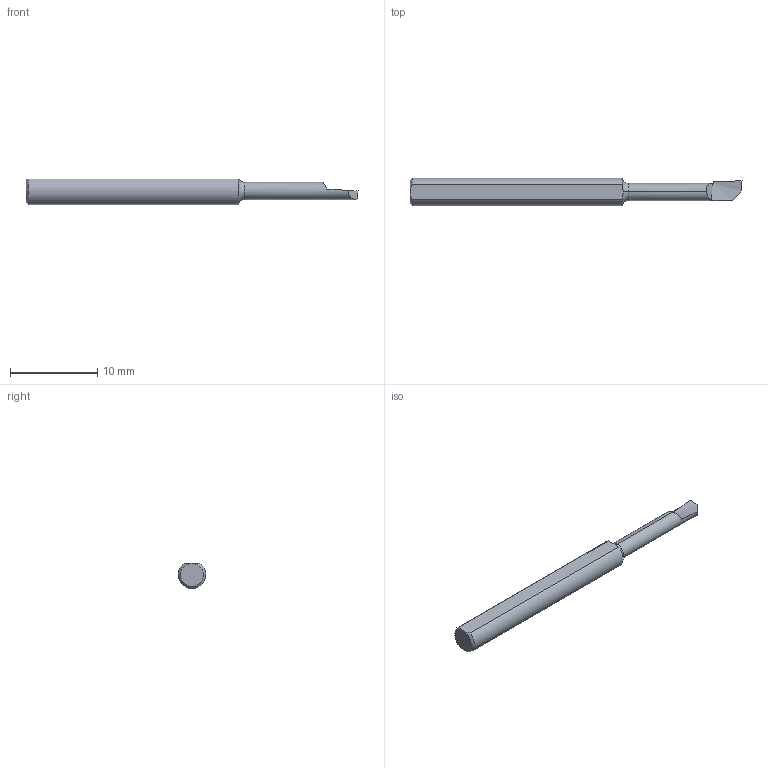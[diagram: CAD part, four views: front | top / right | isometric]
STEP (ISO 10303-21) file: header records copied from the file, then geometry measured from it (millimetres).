
FILE_DESCRIPTION (( 'STEP AP203' ), '1' );
FILE_NAME ('216009-HB90F.STEP', '2024-08-12T22:29:56', ( '' ), ( '' ), 'SwSTEP 2.0', 'SolidWorks 2024', '' );
FILE_SCHEMA (( 'CONFIG_CONTROL_DESIGN' ));
Length unit declared in the file: inch
Products named in the file (1): 216009-HB90F
Bounding box: 38.1 x 3.17 x 2.91 mm (x, y, z)
Volume: 221.3 mm3; surface area: 333.1 mm2
Topology: 1 solids, 1 shells, 18 faces, 44 edges, 28 vertices
Faces by surface type: plane 6, cylinder 4, bspline 4, torus 2, cone 2
Entity records: 787 total; most frequent: CARTESIAN_POINT 339, ORIENTED_EDGE 88, DIRECTION 64, EDGE_CURVE 44, VERTEX_POINT 28, AXIS2_PLACEMENT_3D 27, ADVANCED_FACE 18, EDGE_LOOP 18
